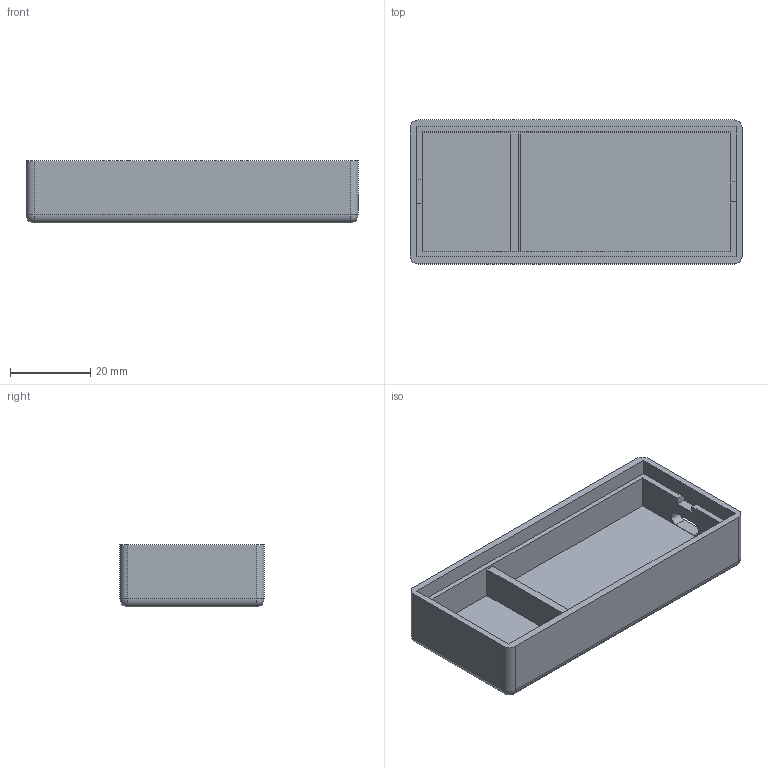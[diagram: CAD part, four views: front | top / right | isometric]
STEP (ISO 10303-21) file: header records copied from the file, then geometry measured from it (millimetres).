
FILE_DESCRIPTION(('FreeCAD Model'),'2;1');
FILE_NAME('Open CASCADE Shape Model','2025-05-18T22:31:53',(''),(''), 'Open CASCADE STEP processor 7.7','FreeCAD','Unknown');
FILE_SCHEMA(('AUTOMOTIVE_DESIGN { 1 0 10303 214 1 1 1 1 }'));
Length unit declared in the file: millimetre
Products named in the file (1): Case
Bounding box: 83 x 36 x 15.5 mm (x, y, z)
Volume: 15801.7 mm3; surface area: 12763.2 mm2
Topology: 1 solids, 1 shells, 57 faces, 144 edges, 88 vertices
Faces by surface type: plane 39, cylinder 14, sphere 4
Full cylindrical faces by diameter (mm): 15.2 x2
Entity records: 1682 total; most frequent: CARTESIAN_POINT 286, DIRECTION 284, ORIENTED_EDGE 280, EDGE_CURVE 140, LINE 112, VECTOR 112, VERTEX_POINT 88, AXIS2_PLACEMENT_3D 86
